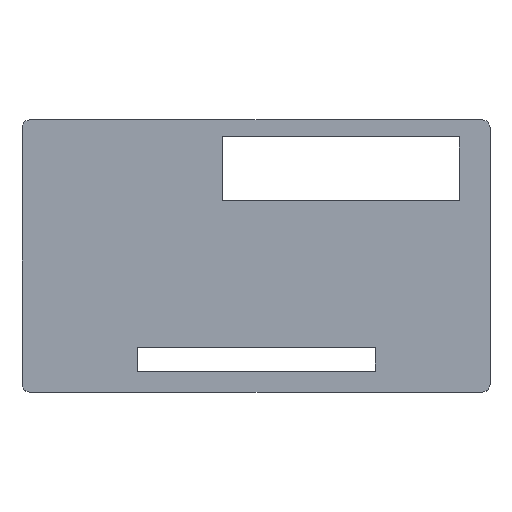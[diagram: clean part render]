
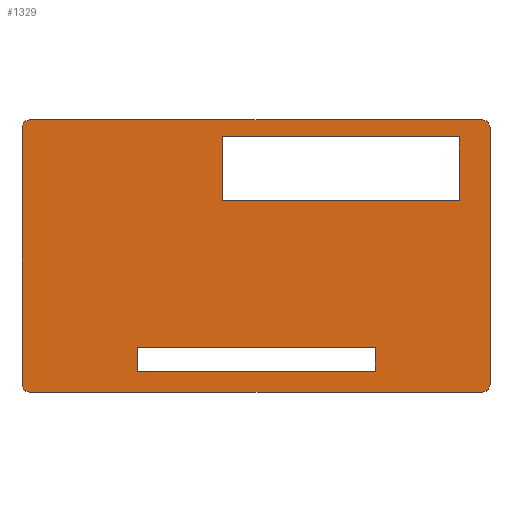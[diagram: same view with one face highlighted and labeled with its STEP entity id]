
A CAD part, top view. The second image highlights one B-rep face of the part: STEP entity #1329.
In plain terms, the highlighted planar face has unit normal (0, 0, 1).
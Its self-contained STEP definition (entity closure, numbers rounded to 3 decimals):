
#56=FACE_BOUND('',#229,.T.);
#57=FACE_BOUND('',#230,.T.);
#91=CIRCLE('',#1436,1.);
#92=CIRCLE('',#1439,1.);
#93=CIRCLE('',#1440,1.);
#94=CIRCLE('',#1441,1.);
#155=FACE_OUTER_BOUND('',#228,.T.);
#228=EDGE_LOOP('',(#1184,#1185,#1186,#1187,#1188,#1189,#1190,#1191));
#229=EDGE_LOOP('',(#1192,#1193,#1194,#1195));
#230=EDGE_LOOP('',(#1196,#1197,#1198,#1199));
#238=LINE('',#1794,#380);
#244=LINE('',#1806,#386);
#251=LINE('',#1821,#393);
#256=LINE('',#1829,#398);
#289=LINE('',#1922,#431);
#300=LINE('',#1944,#442);
#354=LINE('',#2082,#496);
#355=LINE('',#2084,#497);
#369=LINE('',#2408,#511);
#371=LINE('',#2412,#513);
#372=LINE('',#2416,#514);
#373=LINE('',#2420,#515);
#380=VECTOR('',#1453,10.);
#386=VECTOR('',#1461,10.);
#393=VECTOR('',#1472,10.);
#398=VECTOR('',#1479,10.);
#431=VECTOR('',#1556,10.);
#442=VECTOR('',#1575,10.);
#496=VECTOR('',#1707,10.);
#497=VECTOR('',#1710,10.);
#511=VECTOR('',#1758,10.);
#513=VECTOR('',#1762,10.);
#514=VECTOR('',#1765,10.);
#515=VECTOR('',#1768,10.);
#522=VERTEX_POINT('',#1791);
#523=VERTEX_POINT('',#1793);
#528=VERTEX_POINT('',#1804);
#534=VERTEX_POINT('',#1819);
#573=VERTEX_POINT('',#1919);
#574=VERTEX_POINT('',#1921);
#581=VERTEX_POINT('',#1942);
#626=VERTEX_POINT('',#2080);
#640=VERTEX_POINT('',#2401);
#641=VERTEX_POINT('',#2402);
#642=VERTEX_POINT('',#2407);
#643=VERTEX_POINT('',#2411);
#644=VERTEX_POINT('',#2413);
#645=VERTEX_POINT('',#2415);
#646=VERTEX_POINT('',#2417);
#647=VERTEX_POINT('',#2419);
#649=EDGE_CURVE('',#523,#522,#238,.T.);
#655=EDGE_CURVE('',#522,#528,#244,.T.);
#662=EDGE_CURVE('',#528,#534,#251,.T.);
#667=EDGE_CURVE('',#534,#523,#256,.T.);
#714=EDGE_CURVE('',#574,#573,#289,.T.);
#726=EDGE_CURVE('',#573,#581,#300,.T.);
#796=EDGE_CURVE('',#581,#626,#354,.T.);
#797=EDGE_CURVE('',#626,#574,#355,.T.);
#824=EDGE_CURVE('',#640,#641,#91,.T.);
#827=EDGE_CURVE('',#642,#641,#369,.T.);
#829=EDGE_CURVE('',#640,#643,#371,.T.);
#830=EDGE_CURVE('',#644,#643,#92,.T.);
#831=EDGE_CURVE('',#644,#645,#372,.T.);
#832=EDGE_CURVE('',#646,#645,#93,.T.);
#833=EDGE_CURVE('',#646,#647,#373,.T.);
#834=EDGE_CURVE('',#642,#647,#94,.T.);
#1184=ORIENTED_EDGE('',*,*,#824,.F.);
#1185=ORIENTED_EDGE('',*,*,#829,.T.);
#1186=ORIENTED_EDGE('',*,*,#830,.F.);
#1187=ORIENTED_EDGE('',*,*,#831,.T.);
#1188=ORIENTED_EDGE('',*,*,#832,.F.);
#1189=ORIENTED_EDGE('',*,*,#833,.T.);
#1190=ORIENTED_EDGE('',*,*,#834,.F.);
#1191=ORIENTED_EDGE('',*,*,#827,.T.);
#1192=ORIENTED_EDGE('',*,*,#667,.T.);
#1193=ORIENTED_EDGE('',*,*,#649,.T.);
#1194=ORIENTED_EDGE('',*,*,#655,.T.);
#1195=ORIENTED_EDGE('',*,*,#662,.T.);
#1196=ORIENTED_EDGE('',*,*,#796,.T.);
#1197=ORIENTED_EDGE('',*,*,#797,.T.);
#1198=ORIENTED_EDGE('',*,*,#714,.T.);
#1199=ORIENTED_EDGE('',*,*,#726,.T.);
#1265=PLANE('',#1438);
#1329=ADVANCED_FACE('',(#155,#56,#57),#1265,.T.);
#1436=AXIS2_PLACEMENT_3D('',#2403,#1752,#1753);
#1438=AXIS2_PLACEMENT_3D('',#2410,#1760,#1761);
#1439=AXIS2_PLACEMENT_3D('',#2414,#1763,#1764);
#1440=AXIS2_PLACEMENT_3D('',#2418,#1766,#1767);
#1441=AXIS2_PLACEMENT_3D('',#2421,#1769,#1770);
#1453=DIRECTION('',(-1.,0.,0.));
#1461=DIRECTION('',(0.,1.,0.));
#1472=DIRECTION('',(1.,0.,0.));
#1479=DIRECTION('',(0.,-1.,0.));
#1556=DIRECTION('',(-1.,0.,0.));
#1575=DIRECTION('',(0.,1.,0.));
#1707=DIRECTION('',(1.,0.,0.));
#1710=DIRECTION('',(0.,-1.,0.));
#1752=DIRECTION('center_axis',(0.,0.,-1.));
#1753=DIRECTION('ref_axis',(0.707,0.707,0.));
#1758=DIRECTION('',(0.,1.,0.));
#1760=DIRECTION('center_axis',(0.,0.,1.));
#1761=DIRECTION('ref_axis',(1.,0.,0.));
#1762=DIRECTION('',(-1.,0.,0.));
#1763=DIRECTION('center_axis',(0.,0.,-1.));
#1764=DIRECTION('ref_axis',(-0.707,0.707,0.));
#1765=DIRECTION('',(0.,-1.,0.));
#1766=DIRECTION('center_axis',(0.,0.,-1.));
#1767=DIRECTION('ref_axis',(-0.707,-0.707,0.));
#1768=DIRECTION('',(1.,0.,0.));
#1769=DIRECTION('center_axis',(0.,0.,-1.));
#1770=DIRECTION('ref_axis',(0.707,-0.707,0.));
#1791=CARTESIAN_POINT('',(24.83,-46.94,15.45));
#1793=CARTESIAN_POINT('',(55.7,-46.94,15.45));
#1794=CARTESIAN_POINT('',(30.85,-46.94,15.45));
#1804=CARTESIAN_POINT('',(24.83,-38.64,15.45));
#1806=CARTESIAN_POINT('',(24.83,-50.79,15.45));
#1819=CARTESIAN_POINT('',(55.7,-38.64,15.45));
#1821=CARTESIAN_POINT('',(30.85,-38.64,15.45));
#1829=CARTESIAN_POINT('',(55.7,-46.29,15.45));
#1919=CARTESIAN_POINT('',(13.8,-69.14,15.45));
#1921=CARTESIAN_POINT('',(44.8,-69.14,15.45));
#1922=CARTESIAN_POINT('',(22.025,-69.14,15.45));
#1942=CARTESIAN_POINT('',(13.8,-66.04,15.45));
#1944=CARTESIAN_POINT('',(13.8,-61.74,15.45));
#2080=CARTESIAN_POINT('',(44.8,-66.04,15.45));
#2082=CARTESIAN_POINT('',(22.025,-66.04,15.45));
#2084=CARTESIAN_POINT('',(44.8,-60.09,15.45));
#2401=CARTESIAN_POINT('',(58.7,-36.44,15.45));
#2402=CARTESIAN_POINT('',(59.7,-37.44,15.45));
#2403=CARTESIAN_POINT('Origin',(58.7,-37.44,15.45));
#2407=CARTESIAN_POINT('',(59.7,-70.84,15.45));
#2408=CARTESIAN_POINT('',(59.7,-36.44,15.45));
#2410=CARTESIAN_POINT('Origin',(29.25,-54.14,15.45));
#2411=CARTESIAN_POINT('',(-0.2,-36.44,15.45));
#2412=CARTESIAN_POINT('',(-1.2,-36.44,15.45));
#2413=CARTESIAN_POINT('',(-1.2,-37.44,15.45));
#2414=CARTESIAN_POINT('Origin',(-0.2,-37.44,15.45));
#2415=CARTESIAN_POINT('',(-1.2,-70.84,15.45));
#2416=CARTESIAN_POINT('',(-1.2,-71.84,15.45));
#2417=CARTESIAN_POINT('',(-0.2,-71.84,15.45));
#2418=CARTESIAN_POINT('Origin',(-0.2,-70.84,15.45));
#2419=CARTESIAN_POINT('',(58.7,-71.84,15.45));
#2420=CARTESIAN_POINT('',(59.7,-71.84,15.45));
#2421=CARTESIAN_POINT('Origin',(58.7,-70.84,15.45));
